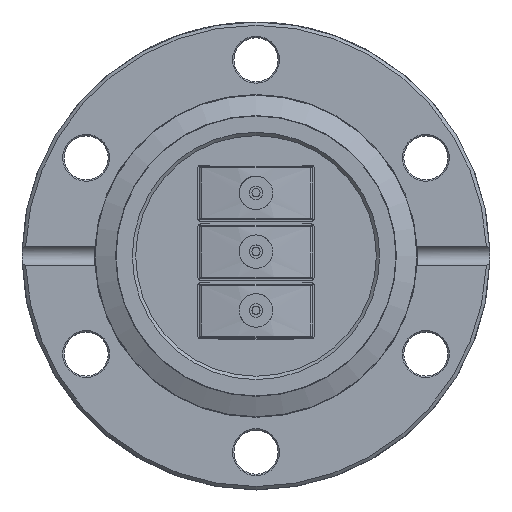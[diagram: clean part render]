
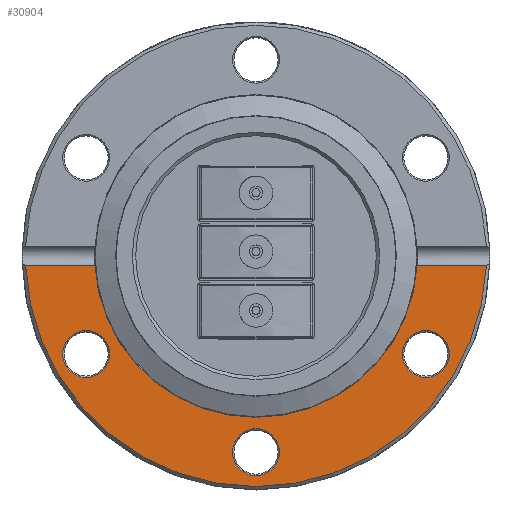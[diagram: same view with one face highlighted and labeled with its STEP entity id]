
A CAD part, top view. The second image highlights one B-rep face of the part: STEP entity #30904.
In plain terms, the highlighted planar face has unit normal (0, 0, 1).
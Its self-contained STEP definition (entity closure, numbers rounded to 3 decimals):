
#733 = CIRCLE ( 'NONE', #20692, 3.5 ) ;
#890 = VECTOR ( 'NONE', #21180, 1000. ) ;
#1422 = PLANE ( 'NONE',  #21401 ) ;
#1850 = FACE_BOUND ( 'NONE', #27919, .T. ) ;
#2356 = CARTESIAN_POINT ( 'NONE',  ( 0., -29.35, 0. ) ) ;
#3402 = AXIS2_PLACEMENT_3D ( 'NONE', #38094, #38303, #8787 ) ;
#4022 = CARTESIAN_POINT ( 'NONE',  ( 24.109, -1.414, 0. ) ) ;
#4220 = DIRECTION ( 'NONE',  ( 0., 0., -1. ) ) ;
#4559 = ORIENTED_EDGE ( 'NONE', *, *, #16177, .T. ) ;
#4751 = CARTESIAN_POINT ( 'NONE',  ( 34.471, -1.414, 0. ) ) ;
#6405 = CARTESIAN_POINT ( 'NONE',  ( 0., 0., 0. ) ) ;
#7040 = CARTESIAN_POINT ( 'NONE',  ( 25.418, -14.675, 0. ) ) ;
#7930 = CARTESIAN_POINT ( 'NONE',  ( -25.418, -11.175, 0. ) ) ;
#8035 = CARTESIAN_POINT ( 'NONE',  ( -37.07, -1.414, 0. ) ) ;
#8396 = DIRECTION ( 'NONE',  ( 0., 1., 0. ) ) ;
#8441 = ORIENTED_EDGE ( 'NONE', *, *, #33122, .T. ) ;
#8571 = VERTEX_POINT ( 'NONE', #15033 ) ;
#8787 = DIRECTION ( 'NONE',  ( 0., -1., 0. ) ) ;
#9195 = EDGE_LOOP ( 'NONE', ( #23082, #4559, #30996, #33651 ) ) ;
#9474 = VERTEX_POINT ( 'NONE', #39210 ) ;
#9643 = DIRECTION ( 'NONE',  ( 0., 0., 1. ) ) ;
#10066 = DIRECTION ( 'NONE',  ( 0., -1., 0. ) ) ;
#10684 = LINE ( 'NONE', #8035, #890 ) ;
#10837 = CARTESIAN_POINT ( 'NONE',  ( -24.109, -1.414, 0. ) ) ;
#11126 = DIRECTION ( 'NONE',  ( 0., 0., -1. ) ) ;
#11584 = VERTEX_POINT ( 'NONE', #7930 ) ;
#12708 = CARTESIAN_POINT ( 'NONE',  ( 37.07, -1.414, 0. ) ) ;
#14996 = FACE_OUTER_BOUND ( 'NONE', #9195, .T. ) ;
#15033 = CARTESIAN_POINT ( 'NONE',  ( 25.418, -11.175, 0. ) ) ;
#15653 = EDGE_CURVE ( 'NONE', #9474, #9474, #21514, .T. ) ;
#15920 = EDGE_CURVE ( 'NONE', #19544, #38070, #17386, .T. ) ;
#16177 = EDGE_CURVE ( 'NONE', #19544, #38869, #10684, .T. ) ;
#16729 = DIRECTION ( 'NONE',  ( 0., 1., 0. ) ) ;
#17386 = CIRCLE ( 'NONE', #42200, 24.15 ) ;
#18768 = AXIS2_PLACEMENT_3D ( 'NONE', #2356, #21548, #8396 ) ;
#19543 = EDGE_LOOP ( 'NONE', ( #39463 ) ) ;
#19544 = VERTEX_POINT ( 'NONE', #10837 ) ;
#19745 = DIRECTION ( 'NONE',  ( 0., 0., -1. ) ) ;
#20472 = ORIENTED_EDGE ( 'NONE', *, *, #15653, .T. ) ;
#20605 = FACE_BOUND ( 'NONE', #19543, .T. ) ;
#20692 = AXIS2_PLACEMENT_3D ( 'NONE', #7040, #4220, #30705 ) ;
#21180 = DIRECTION ( 'NONE',  ( -1., 0., 0. ) ) ;
#21254 = DIRECTION ( 'NONE',  ( 0., 1., 0. ) ) ;
#21401 = AXIS2_PLACEMENT_3D ( 'NONE', #40864, #11126, #21254 ) ;
#21514 = CIRCLE ( 'NONE', #18768, 3.5 ) ;
#21548 = DIRECTION ( 'NONE',  ( 0., 0., -1. ) ) ;
#23082 = ORIENTED_EDGE ( 'NONE', *, *, #15920, .F. ) ;
#24143 = CIRCLE ( 'NONE', #34466, 3.5 ) ;
#25469 = VECTOR ( 'NONE', #31890, 1000. ) ;
#26224 = CARTESIAN_POINT ( 'NONE',  ( -25.418, -14.675, 0. ) ) ;
#26255 = EDGE_CURVE ( 'NONE', #38869, #29155, #41945, .T. ) ;
#27919 = EDGE_LOOP ( 'NONE', ( #8441 ) ) ;
#29155 = VERTEX_POINT ( 'NONE', #4751 ) ;
#29346 = EDGE_CURVE ( 'NONE', #38070, #29155, #35553, .T. ) ;
#30448 = EDGE_LOOP ( 'NONE', ( #20472 ) ) ;
#30705 = DIRECTION ( 'NONE',  ( 0., 1., 0. ) ) ;
#30904 = ADVANCED_FACE ( 'NONE', ( #1850, #40435, #20605, #14996 ), #1422, .F. ) ;
#30996 = ORIENTED_EDGE ( 'NONE', *, *, #26255, .T. ) ;
#31890 = DIRECTION ( 'NONE',  ( 1., 0., 0. ) ) ;
#33019 = EDGE_CURVE ( 'NONE', #11584, #11584, #24143, .T. ) ;
#33122 = EDGE_CURVE ( 'NONE', #8571, #8571, #733, .T. ) ;
#33651 = ORIENTED_EDGE ( 'NONE', *, *, #29346, .F. ) ;
#34466 = AXIS2_PLACEMENT_3D ( 'NONE', #26224, #19745, #16729 ) ;
#35553 = LINE ( 'NONE', #12708, #25469 ) ;
#37666 = CARTESIAN_POINT ( 'NONE',  ( -34.471, -1.414, 0. ) ) ;
#38070 = VERTEX_POINT ( 'NONE', #4022 ) ;
#38094 = CARTESIAN_POINT ( 'NONE',  ( 0., 0., 0. ) ) ;
#38303 = DIRECTION ( 'NONE',  ( 0., 0., 1. ) ) ;
#38869 = VERTEX_POINT ( 'NONE', #37666 ) ;
#39210 = CARTESIAN_POINT ( 'NONE',  ( 0., -25.85, 0. ) ) ;
#39463 = ORIENTED_EDGE ( 'NONE', *, *, #33019, .T. ) ;
#40435 = FACE_BOUND ( 'NONE', #30448, .T. ) ;
#40864 = CARTESIAN_POINT ( 'NONE',  ( 0., 34.5, 0. ) ) ;
#41945 = CIRCLE ( 'NONE', #3402, 34.5 ) ;
#42200 = AXIS2_PLACEMENT_3D ( 'NONE', #6405, #9643, #10066 ) ;
